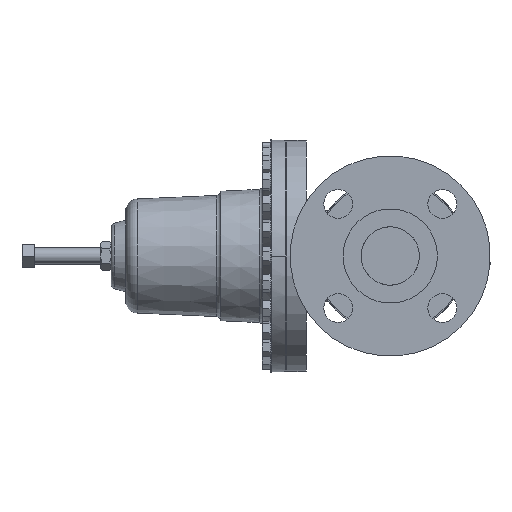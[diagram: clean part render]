
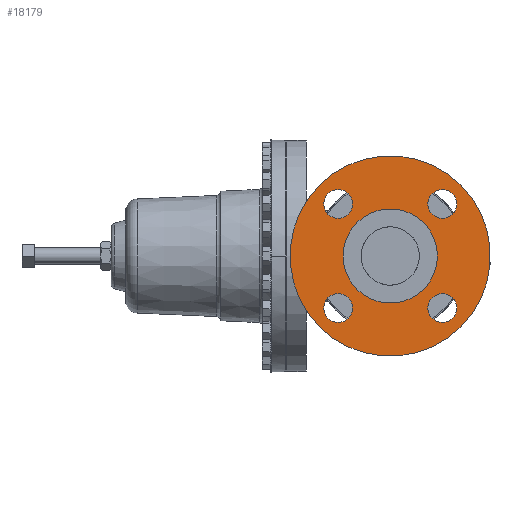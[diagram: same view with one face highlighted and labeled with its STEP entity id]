
A CAD part, left-side view. The second image highlights one B-rep face of the part: STEP entity #18179.
In plain terms, the highlighted planar face has unit normal (-1, 0, 0).
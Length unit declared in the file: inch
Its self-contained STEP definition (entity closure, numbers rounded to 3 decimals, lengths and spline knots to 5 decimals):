
#281 = ORIENTED_EDGE ( 'NONE', *, *, #23710, .T. ) ;
#458 = AXIS2_PLACEMENT_3D ( 'NONE', #3306, #17550, #7238 ) ;
#542 = DIRECTION ( 'NONE',  ( 0., -0.707, 0.707 ) ) ;
#901 = DIRECTION ( 'NONE',  ( 0., -0.707, 0.707 ) ) ;
#1030 = EDGE_CURVE ( 'NONE', #19070, #25203, #16343, .T. ) ;
#1718 = EDGE_CURVE ( 'NONE', #13957, #24867, #13172, .T. ) ;
#1903 = CIRCLE ( 'NONE', #17263, 0.44 ) ;
#2028 = CARTESIAN_POINT ( 'NONE',  ( -5.32983, 1.01823, 1.01823 ) ) ;
#2147 = CARTESIAN_POINT ( 'NONE',  ( -5.32983, 1.01823, -1.01823 ) ) ;
#2693 = CARTESIAN_POINT ( 'NONE',  ( -5.32983, 0., 0. ) ) ;
#2947 = CARTESIAN_POINT ( 'NONE',  ( -5.32983, -2.16375, 2.16375 ) ) ;
#3176 = CARTESIAN_POINT ( 'NONE',  ( -5.32983, 1.90212, 1.90212 ) ) ;
#3306 = CARTESIAN_POINT ( 'NONE',  ( -5.32983, 0., 0. ) ) ;
#3315 = EDGE_CURVE ( 'NONE', #18710, #22899, #4179, .T. ) ;
#3494 = CIRCLE ( 'NONE', #20393, 0.44 ) ;
#4179 = CIRCLE ( 'NONE', #11264, 0.44 ) ;
#4281 = CARTESIAN_POINT ( 'NONE',  ( -5.32983, -1.90212, 1.90212 ) ) ;
#4708 = EDGE_CURVE ( 'NONE', #22899, #18710, #1903, .T. ) ;
#4865 = DIRECTION ( 'NONE',  ( -1., 0., 0. ) ) ;
#4921 = CARTESIAN_POINT ( 'NONE',  ( -5.32983, -1.90212, -1.90212 ) ) ;
#5175 = DIRECTION ( 'NONE',  ( -1., 0., 0. ) ) ;
#5293 = EDGE_LOOP ( 'NONE', ( #22206, #18917 ) ) ;
#5332 = CARTESIAN_POINT ( 'NONE',  ( -5.32983, -1.59099, 1.59099 ) ) ;
#5336 = DIRECTION ( 'NONE',  ( -1., 0., 0. ) ) ;
#5392 = CARTESIAN_POINT ( 'NONE',  ( -5.32983, 0., 0. ) ) ;
#5396 = CARTESIAN_POINT ( 'NONE',  ( -5.32983, -1.01823, 1.01823 ) ) ;
#5697 = ORIENTED_EDGE ( 'NONE', *, *, #24553, .F. ) ;
#5715 = DIRECTION ( 'NONE',  ( 0., -0.707, -0.707 ) ) ;
#5753 = CARTESIAN_POINT ( 'NONE',  ( -5.32983, 2.16375, -2.16375 ) ) ;
#5920 = EDGE_LOOP ( 'NONE', ( #6490, #26369 ) ) ;
#6213 = DIRECTION ( 'NONE',  ( 0., 0.707, -0.707 ) ) ;
#6426 = EDGE_LOOP ( 'NONE', ( #22554, #5697 ) ) ;
#6490 = ORIENTED_EDGE ( 'NONE', *, *, #4708, .F. ) ;
#6919 = DIRECTION ( 'NONE',  ( 0., 0.707, -0.707 ) ) ;
#7032 = VERTEX_POINT ( 'NONE', #3176 ) ;
#7066 = ORIENTED_EDGE ( 'NONE', *, *, #7101, .F. ) ;
#7101 = EDGE_CURVE ( 'NONE', #19037, #7428, #20603, .T. ) ;
#7238 = DIRECTION ( 'NONE',  ( 0., -0.707, 0.707 ) ) ;
#7428 = VERTEX_POINT ( 'NONE', #23264 ) ;
#7443 = DIRECTION ( 'NONE',  ( -1., 0., 0. ) ) ;
#7588 = ORIENTED_EDGE ( 'NONE', *, *, #11454, .F. ) ;
#7803 = VERTEX_POINT ( 'NONE', #17141 ) ;
#8278 = PLANE ( 'NONE',  #24127 ) ;
#8566 = DIRECTION ( 'NONE',  ( 0., 0.707, 0.707 ) ) ;
#8622 = CIRCLE ( 'NONE', #17419, 0.44 ) ;
#8907 = VERTEX_POINT ( 'NONE', #10965 ) ;
#9315 = DIRECTION ( 'NONE',  ( -1., 0., 0. ) ) ;
#9337 = AXIS2_PLACEMENT_3D ( 'NONE', #13366, #5175, #901 ) ;
#10611 = ORIENTED_EDGE ( 'NONE', *, *, #19125, .F. ) ;
#10626 = CARTESIAN_POINT ( 'NONE',  ( -5.32983, 1.59099, 1.59099 ) ) ;
#10851 = FACE_BOUND ( 'NONE', #6426, .T. ) ;
#10921 = CARTESIAN_POINT ( 'NONE',  ( -5.32983, 1.59099, 1.59099 ) ) ;
#10965 = CARTESIAN_POINT ( 'NONE',  ( -5.32983, 1.27986, -1.27986 ) ) ;
#11264 = AXIS2_PLACEMENT_3D ( 'NONE', #15999, #9315, #23510 ) ;
#11454 = EDGE_CURVE ( 'NONE', #7032, #7803, #11561, .T. ) ;
#11561 = CIRCLE ( 'NONE', #19925, 0.44 ) ;
#11675 = DIRECTION ( 'NONE',  ( -1., 0., 0. ) ) ;
#12030 = DIRECTION ( 'NONE',  ( 1., 0., 0. ) ) ;
#12311 = ORIENTED_EDGE ( 'NONE', *, *, #1718, .T. ) ;
#12997 = EDGE_CURVE ( 'NONE', #25203, #19070, #25173, .T. ) ;
#13079 = AXIS2_PLACEMENT_3D ( 'NONE', #22848, #17091, #542 ) ;
#13172 = CIRCLE ( 'NONE', #14653, 3.06 ) ;
#13366 = CARTESIAN_POINT ( 'NONE',  ( -5.32983, -1.59099, 1.59099 ) ) ;
#13526 = DIRECTION ( 'NONE',  ( 0., -0.707, 0.707 ) ) ;
#13653 = EDGE_CURVE ( 'NONE', #16144, #8907, #8622, .T. ) ;
#13957 = VERTEX_POINT ( 'NONE', #2947 ) ;
#14653 = AXIS2_PLACEMENT_3D ( 'NONE', #5392, #7443, #23798 ) ;
#14746 = CIRCLE ( 'NONE', #9337, 0.44 ) ;
#15178 = DIRECTION ( 'NONE',  ( 0., -0.707, 0.707 ) ) ;
#15333 = ORIENTED_EDGE ( 'NONE', *, *, #26018, .F. ) ;
#15490 = CARTESIAN_POINT ( 'NONE',  ( -5.32983, 1.59099, -1.59099 ) ) ;
#15864 = CARTESIAN_POINT ( 'NONE',  ( -5.32983, -1.59099, -1.59099 ) ) ;
#15999 = CARTESIAN_POINT ( 'NONE',  ( -5.32983, -1.59099, -1.59099 ) ) ;
#16144 = VERTEX_POINT ( 'NONE', #18639 ) ;
#16343 = CIRCLE ( 'NONE', #13079, 1.44 ) ;
#16441 = CIRCLE ( 'NONE', #458, 3.06 ) ;
#17091 = DIRECTION ( 'NONE',  ( -1., 0., 0. ) ) ;
#17141 = CARTESIAN_POINT ( 'NONE',  ( -5.32983, 1.27986, 1.27986 ) ) ;
#17223 = CARTESIAN_POINT ( 'NONE',  ( -5.32983, -1.27986, -1.27986 ) ) ;
#17263 = AXIS2_PLACEMENT_3D ( 'NONE', #15864, #17886, #5715 ) ;
#17419 = AXIS2_PLACEMENT_3D ( 'NONE', #15490, #5336, #19559 ) ;
#17542 = FACE_BOUND ( 'NONE', #21606, .T. ) ;
#17550 = DIRECTION ( 'NONE',  ( -1., 0., 0. ) ) ;
#17560 = AXIS2_PLACEMENT_3D ( 'NONE', #2693, #21122, #15178 ) ;
#17886 = DIRECTION ( 'NONE',  ( -1., 0., 0. ) ) ;
#18124 = AXIS2_PLACEMENT_3D ( 'NONE', #5332, #11675, #13526 ) ;
#18179 = ADVANCED_FACE ( 'NONE', ( #19443, #10851, #18470, #17542, #23563, #24857 ), #8278, .F. ) ;
#18470 = FACE_BOUND ( 'NONE', #19218, .T. ) ;
#18639 = CARTESIAN_POINT ( 'NONE',  ( -5.32983, 1.90212, -1.90212 ) ) ;
#18710 = VERTEX_POINT ( 'NONE', #17223 ) ;
#18917 = ORIENTED_EDGE ( 'NONE', *, *, #1030, .F. ) ;
#19000 = DIRECTION ( 'NONE',  ( 0., 0.707, 0.707 ) ) ;
#19037 = VERTEX_POINT ( 'NONE', #4281 ) ;
#19070 = VERTEX_POINT ( 'NONE', #2147 ) ;
#19087 = CARTESIAN_POINT ( 'NONE',  ( -5.32983, 1.59099, -1.59099 ) ) ;
#19125 = EDGE_CURVE ( 'NONE', #7803, #7032, #3494, .T. ) ;
#19218 = EDGE_LOOP ( 'NONE', ( #7588, #10611 ) ) ;
#19443 = FACE_BOUND ( 'NONE', #5920, .T. ) ;
#19559 = DIRECTION ( 'NONE',  ( 0., 0.707, -0.707 ) ) ;
#19925 = AXIS2_PLACEMENT_3D ( 'NONE', #10921, #23437, #19000 ) ;
#20203 = CIRCLE ( 'NONE', #24330, 0.44 ) ;
#20393 = AXIS2_PLACEMENT_3D ( 'NONE', #10626, #20727, #8566 ) ;
#20603 = CIRCLE ( 'NONE', #18124, 0.44 ) ;
#20727 = DIRECTION ( 'NONE',  ( -1., 0., 0. ) ) ;
#21122 = DIRECTION ( 'NONE',  ( -1., 0., 0. ) ) ;
#21127 = EDGE_LOOP ( 'NONE', ( #12311, #281 ) ) ;
#21606 = EDGE_LOOP ( 'NONE', ( #7066, #15333 ) ) ;
#22206 = ORIENTED_EDGE ( 'NONE', *, *, #12997, .F. ) ;
#22554 = ORIENTED_EDGE ( 'NONE', *, *, #13653, .F. ) ;
#22848 = CARTESIAN_POINT ( 'NONE',  ( -5.32983, 0., 0. ) ) ;
#22899 = VERTEX_POINT ( 'NONE', #4921 ) ;
#23264 = CARTESIAN_POINT ( 'NONE',  ( -5.32983, -1.27986, 1.27986 ) ) ;
#23437 = DIRECTION ( 'NONE',  ( -1., 0., 0. ) ) ;
#23510 = DIRECTION ( 'NONE',  ( 0., -0.707, -0.707 ) ) ;
#23563 = FACE_BOUND ( 'NONE', #5293, .T. ) ;
#23710 = EDGE_CURVE ( 'NONE', #24867, #13957, #16441, .T. ) ;
#23798 = DIRECTION ( 'NONE',  ( 0., -0.707, 0.707 ) ) ;
#24127 = AXIS2_PLACEMENT_3D ( 'NONE', #2028, #12030, #6213 ) ;
#24330 = AXIS2_PLACEMENT_3D ( 'NONE', #19087, #4865, #6919 ) ;
#24553 = EDGE_CURVE ( 'NONE', #8907, #16144, #20203, .T. ) ;
#24857 = FACE_OUTER_BOUND ( 'NONE', #21127, .T. ) ;
#24867 = VERTEX_POINT ( 'NONE', #5753 ) ;
#25173 = CIRCLE ( 'NONE', #17560, 1.44 ) ;
#25203 = VERTEX_POINT ( 'NONE', #5396 ) ;
#26018 = EDGE_CURVE ( 'NONE', #7428, #19037, #14746, .T. ) ;
#26369 = ORIENTED_EDGE ( 'NONE', *, *, #3315, .F. ) ;
